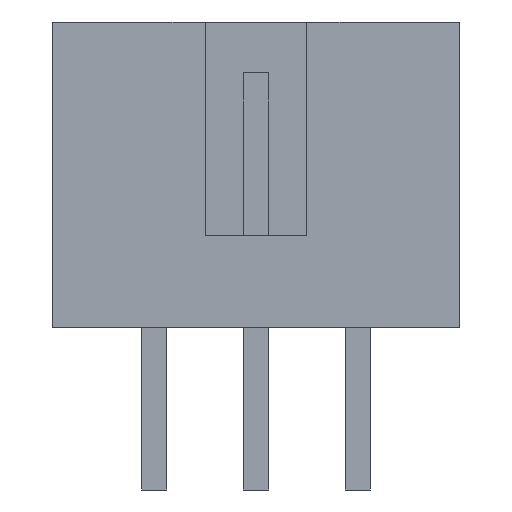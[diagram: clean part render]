
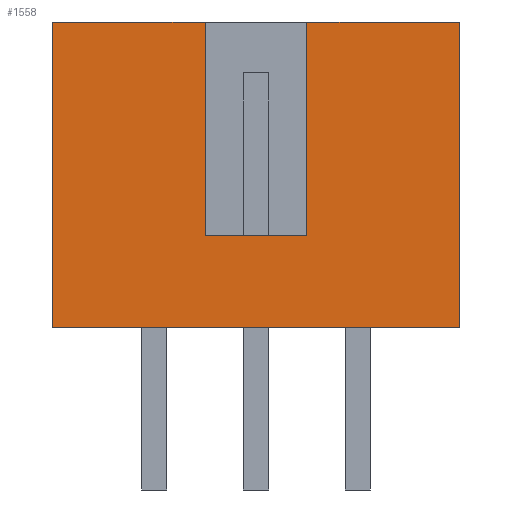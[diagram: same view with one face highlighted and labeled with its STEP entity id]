
A CAD part, front view. The second image highlights one B-rep face of the part: STEP entity #1558.
In plain terms, the highlighted planar face has unit normal (0, -1, 0).
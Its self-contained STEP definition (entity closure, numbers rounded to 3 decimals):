
#41 = PLANE ( 'NONE',  #527 ) ;
#133 = EDGE_CURVE ( 'NONE', #1356, #912, #1478, .T. ) ;
#216 = CARTESIAN_POINT ( 'NONE',  ( -1., -2.375, 1.8 ) ) ;
#220 = CARTESIAN_POINT ( 'NONE',  ( -1., -2.375, 6. ) ) ;
#229 = CARTESIAN_POINT ( 'NONE',  ( -4., -2.375, 1.8 ) ) ;
#241 = EDGE_CURVE ( 'NONE', #876, #549, #1842, .T. ) ;
#242 = CARTESIAN_POINT ( 'NONE',  ( 1., -2.375, 6. ) ) ;
#265 = DIRECTION ( 'NONE',  ( 1., 0., 0. ) ) ;
#323 = DIRECTION ( 'NONE',  ( 0., 0., -1. ) ) ;
#342 = LINE ( 'NONE', #1729, #1440 ) ;
#353 = LINE ( 'NONE', #1573, #1943 ) ;
#370 = DIRECTION ( 'NONE',  ( 1., 0., 0. ) ) ;
#527 = AXIS2_PLACEMENT_3D ( 'NONE', #229, #1135, #1900 ) ;
#532 = DIRECTION ( 'NONE',  ( 1., 0., 0. ) ) ;
#549 = VERTEX_POINT ( 'NONE', #1202 ) ;
#578 = VERTEX_POINT ( 'NONE', #216 ) ;
#601 = DIRECTION ( 'NONE',  ( 0., 0., -1. ) ) ;
#620 = DIRECTION ( 'NONE',  ( 0., 0., -1. ) ) ;
#624 = VECTOR ( 'NONE', #370, 1000. ) ;
#649 = CARTESIAN_POINT ( 'NONE',  ( 4., -2.375, 6. ) ) ;
#672 = CARTESIAN_POINT ( 'NONE',  ( -4., -2.375, 1.8 ) ) ;
#747 = ORIENTED_EDGE ( 'NONE', *, *, #1084, .F. ) ;
#837 = LINE ( 'NONE', #672, #1827 ) ;
#848 = EDGE_CURVE ( 'NONE', #1602, #1480, #1368, .T. ) ;
#866 = EDGE_CURVE ( 'NONE', #1064, #578, #342, .T. ) ;
#875 = DIRECTION ( 'NONE',  ( 0., 0., -1. ) ) ;
#876 = VERTEX_POINT ( 'NONE', #1106 ) ;
#912 = VERTEX_POINT ( 'NONE', #1551 ) ;
#942 = FACE_OUTER_BOUND ( 'NONE', #1930, .T. ) ;
#977 = ORIENTED_EDGE ( 'NONE', *, *, #241, .T. ) ;
#1064 = VERTEX_POINT ( 'NONE', #220 ) ;
#1072 = ORIENTED_EDGE ( 'NONE', *, *, #133, .F. ) ;
#1081 = ORIENTED_EDGE ( 'NONE', *, *, #848, .T. ) ;
#1084 = EDGE_CURVE ( 'NONE', #578, #1480, #837, .T. ) ;
#1106 = CARTESIAN_POINT ( 'NONE',  ( -4., -2.375, 6. ) ) ;
#1124 = ORIENTED_EDGE ( 'NONE', *, *, #1801, .F. ) ;
#1127 = LINE ( 'NONE', #1742, #624 ) ;
#1132 = VECTOR ( 'NONE', #265, 1000. ) ;
#1135 = DIRECTION ( 'NONE',  ( 0., 1., 0. ) ) ;
#1202 = CARTESIAN_POINT ( 'NONE',  ( -4., -2.375, 0. ) ) ;
#1356 = VERTEX_POINT ( 'NONE', #649 ) ;
#1368 = LINE ( 'NONE', #1973, #1882 ) ;
#1429 = VECTOR ( 'NONE', #875, 1000. ) ;
#1439 = DIRECTION ( 'NONE',  ( 1., 0., 0. ) ) ;
#1440 = VECTOR ( 'NONE', #323, 1000. ) ;
#1471 = VECTOR ( 'NONE', #620, 1000. ) ;
#1478 = LINE ( 'NONE', #1635, #1429 ) ;
#1480 = VERTEX_POINT ( 'NONE', #1965 ) ;
#1526 = ORIENTED_EDGE ( 'NONE', *, *, #1639, .T. ) ;
#1551 = CARTESIAN_POINT ( 'NONE',  ( 4., -2.375, 0. ) ) ;
#1558 = ADVANCED_FACE ( 'NONE', ( #942 ), #41, .F. ) ;
#1573 = CARTESIAN_POINT ( 'NONE',  ( -1., -2.375, 6. ) ) ;
#1597 = ORIENTED_EDGE ( 'NONE', *, *, #1684, .F. ) ;
#1602 = VERTEX_POINT ( 'NONE', #242 ) ;
#1634 = LINE ( 'NONE', #1799, #1132 ) ;
#1635 = CARTESIAN_POINT ( 'NONE',  ( 4., -2.375, 1.8 ) ) ;
#1639 = EDGE_CURVE ( 'NONE', #549, #912, #1127, .T. ) ;
#1684 = EDGE_CURVE ( 'NONE', #1602, #1356, #1634, .T. ) ;
#1701 = CARTESIAN_POINT ( 'NONE',  ( -4., -2.375, 1.8 ) ) ;
#1729 = CARTESIAN_POINT ( 'NONE',  ( -1., -2.375, 21.304 ) ) ;
#1742 = CARTESIAN_POINT ( 'NONE',  ( -4., -2.375, 0. ) ) ;
#1799 = CARTESIAN_POINT ( 'NONE',  ( 1., -2.375, 6. ) ) ;
#1801 = EDGE_CURVE ( 'NONE', #876, #1064, #353, .T. ) ;
#1827 = VECTOR ( 'NONE', #532, 1000. ) ;
#1842 = LINE ( 'NONE', #1701, #1471 ) ;
#1882 = VECTOR ( 'NONE', #601, 1000. ) ;
#1900 = DIRECTION ( 'NONE',  ( 0., 0., 1. ) ) ;
#1930 = EDGE_LOOP ( 'NONE', ( #1526, #1072, #1597, #1081, #747, #1946, #1124, #977 ) ) ;
#1943 = VECTOR ( 'NONE', #1439, 1000. ) ;
#1946 = ORIENTED_EDGE ( 'NONE', *, *, #866, .F. ) ;
#1965 = CARTESIAN_POINT ( 'NONE',  ( 1., -2.375, 1.8 ) ) ;
#1973 = CARTESIAN_POINT ( 'NONE',  ( 1., -2.375, 21.304 ) ) ;
